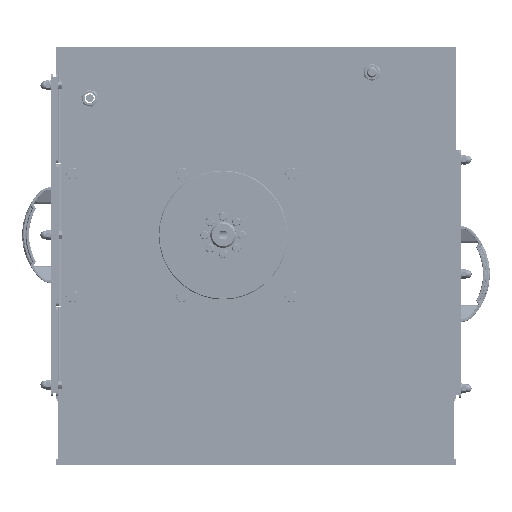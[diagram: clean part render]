
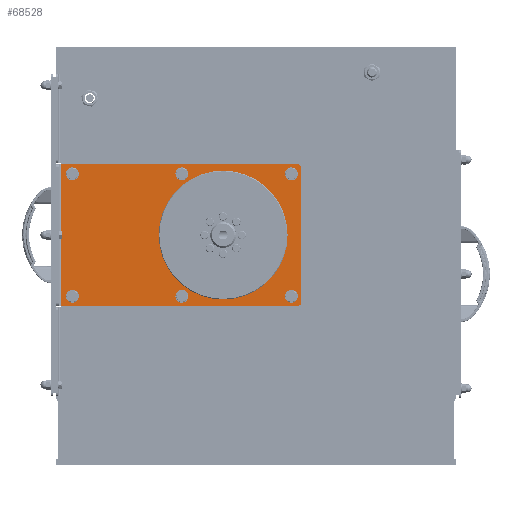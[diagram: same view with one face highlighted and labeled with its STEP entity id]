
A CAD part, left-side view. The second image highlights one B-rep face of the part: STEP entity #68528.
In plain terms, the highlighted planar face has unit normal (-1, 0, 0).
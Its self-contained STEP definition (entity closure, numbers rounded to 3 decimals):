
#3405=PLANE('',#74371);
#4568=FACE_BOUND('',#11547,.T.);
#4569=FACE_BOUND('',#11548,.T.);
#4570=FACE_BOUND('',#11549,.T.);
#4571=FACE_BOUND('',#11550,.T.);
#4572=FACE_BOUND('',#11551,.T.);
#4573=FACE_BOUND('',#11552,.T.);
#4574=FACE_BOUND('',#11553,.T.);
#7307=FACE_OUTER_BOUND('',#11546,.T.);
#11546=EDGE_LOOP('',(#54502,#54503,#54504,#54505,#54506,#54507));
#11547=EDGE_LOOP('',(#54508));
#11548=EDGE_LOOP('',(#54509));
#11549=EDGE_LOOP('',(#54510));
#11550=EDGE_LOOP('',(#54511));
#11551=EDGE_LOOP('',(#54512));
#11552=EDGE_LOOP('',(#54513));
#11553=EDGE_LOOP('',(#54514));
#15618=CIRCLE('',#74077,10.);
#15635=CIRCLE('',#74118,10.);
#15651=CIRCLE('',#74154,10.);
#15668=CIRCLE('',#74195,10.);
#15684=CIRCLE('',#74231,10.);
#15704=CIRCLE('',#74276,10.);
#15726=CIRCLE('',#74329,5.);
#15731=CIRCLE('',#74337,5.);
#15739=CIRCLE('',#74372,100.);
#20050=LINE('',#118529,#25005);
#20053=LINE('',#118534,#25008);
#20059=LINE('',#118553,#25014);
#20063=LINE('',#118563,#25018);
#25005=VECTOR('',#88756,10.);
#25008=VECTOR('',#88761,10.);
#25014=VECTOR('',#88781,10.);
#25018=VECTOR('',#88793,10.);
#30422=VERTEX_POINT('',#117772);
#30451=VERTEX_POINT('',#117897);
#30481=VERTEX_POINT('',#118016);
#30510=VERTEX_POINT('',#118141);
#30540=VERTEX_POINT('',#118260);
#30574=VERTEX_POINT('',#118396);
#30602=VERTEX_POINT('',#118522);
#30603=VERTEX_POINT('',#118526);
#30604=VERTEX_POINT('',#118528);
#30605=VERTEX_POINT('',#118532);
#30612=VERTEX_POINT('',#118557);
#30613=VERTEX_POINT('',#118561);
#30624=VERTEX_POINT('',#118640);
#38598=EDGE_CURVE('',#30422,#30422,#15618,.T.);
#38646=EDGE_CURVE('',#30451,#30451,#15635,.T.);
#38691=EDGE_CURVE('',#30481,#30481,#15651,.T.);
#38739=EDGE_CURVE('',#30510,#30510,#15668,.T.);
#38784=EDGE_CURVE('',#30540,#30540,#15684,.T.);
#38837=EDGE_CURVE('',#30574,#30574,#15704,.T.);
#38889=EDGE_CURVE('',#30603,#30604,#20050,.T.);
#38892=EDGE_CURVE('',#30605,#30602,#20053,.T.);
#38902=EDGE_CURVE('',#30604,#30602,#20059,.T.);
#38905=EDGE_CURVE('',#30612,#30603,#15726,.T.);
#38907=EDGE_CURVE('',#30613,#30612,#20063,.T.);
#38912=EDGE_CURVE('',#30605,#30613,#15731,.T.);
#38945=EDGE_CURVE('',#30624,#30624,#15739,.T.);
#54502=ORIENTED_EDGE('',*,*,#38912,.F.);
#54503=ORIENTED_EDGE('',*,*,#38892,.T.);
#54504=ORIENTED_EDGE('',*,*,#38902,.F.);
#54505=ORIENTED_EDGE('',*,*,#38889,.F.);
#54506=ORIENTED_EDGE('',*,*,#38905,.F.);
#54507=ORIENTED_EDGE('',*,*,#38907,.F.);
#54508=ORIENTED_EDGE('',*,*,#38945,.T.);
#54509=ORIENTED_EDGE('',*,*,#38598,.T.);
#54510=ORIENTED_EDGE('',*,*,#38646,.T.);
#54511=ORIENTED_EDGE('',*,*,#38691,.T.);
#54512=ORIENTED_EDGE('',*,*,#38739,.T.);
#54513=ORIENTED_EDGE('',*,*,#38784,.T.);
#54514=ORIENTED_EDGE('',*,*,#38837,.T.);
#68528=ADVANCED_FACE('',(#7307,#4568,#4569,#4570,#4571,#4572,#4573,#4574),
#3405,.F.);
#74077=AXIS2_PLACEMENT_3D('',#117774,#88157,#88158);
#74118=AXIS2_PLACEMENT_3D('',#117899,#88258,#88259);
#74154=AXIS2_PLACEMENT_3D('',#118018,#88347,#88348);
#74195=AXIS2_PLACEMENT_3D('',#118143,#88448,#88449);
#74231=AXIS2_PLACEMENT_3D('',#118262,#88537,#88538);
#74276=AXIS2_PLACEMENT_3D('',#118398,#88648,#88649);
#74329=AXIS2_PLACEMENT_3D('',#118559,#88788,#88789);
#74337=AXIS2_PLACEMENT_3D('',#118573,#88806,#88807);
#74371=AXIS2_PLACEMENT_3D('',#118639,#88899,#88900);
#74372=AXIS2_PLACEMENT_3D('',#118641,#88901,#88902);
#88157=DIRECTION('center_axis',(1.,0.,0.));
#88158=DIRECTION('ref_axis',(0.,-1.,0.));
#88258=DIRECTION('center_axis',(1.,0.,0.));
#88259=DIRECTION('ref_axis',(0.,-1.,0.));
#88347=DIRECTION('center_axis',(1.,0.,0.));
#88348=DIRECTION('ref_axis',(0.,-1.,0.));
#88448=DIRECTION('center_axis',(1.,0.,0.));
#88449=DIRECTION('ref_axis',(0.,-1.,0.));
#88537=DIRECTION('center_axis',(1.,0.,0.));
#88538=DIRECTION('ref_axis',(0.,-1.,0.));
#88648=DIRECTION('center_axis',(1.,0.,0.));
#88649=DIRECTION('ref_axis',(0.,-1.,0.));
#88756=DIRECTION('',(0.,1.,0.));
#88761=DIRECTION('',(0.,1.,0.));
#88781=DIRECTION('',(0.,0.,1.));
#88788=DIRECTION('center_axis',(1.,0.,0.));
#88789=DIRECTION('ref_axis',(0.,-0.707,-0.707));
#88793=DIRECTION('',(0.,0.,-1.));
#88806=DIRECTION('center_axis',(1.,0.,0.));
#88807=DIRECTION('ref_axis',(0.,-0.707,0.707));
#88899=DIRECTION('center_axis',(1.,0.,0.));
#88900=DIRECTION('ref_axis',(0.,0.,
-1.));
#88901=DIRECTION('center_axis',(1.,0.,0.));
#88902=DIRECTION('ref_axis',(0.,0.,
-1.));
#117772=CARTESIAN_POINT('',(-372.,-96.,95.));
#117774=CARTESIAN_POINT('Origin',(-372.,-106.,95.));
#117897=CARTESIAN_POINT('',(-372.,-96.,-95.));
#117899=CARTESIAN_POINT('Origin',(-372.,-106.,-95.));
#118016=CARTESIAN_POINT('',(-372.,74.,95.));
#118018=CARTESIAN_POINT('Origin',(-372.,64.,95.));
#118141=CARTESIAN_POINT('',(-372.,74.,-95.));
#118143=CARTESIAN_POINT('Origin',(-372.,64.,-95.));
#118260=CARTESIAN_POINT('',(-372.,244.,95.));
#118262=CARTESIAN_POINT('Origin',(-372.,234.,95.));
#118396=CARTESIAN_POINT('',(-372.,244.,-95.));
#118398=CARTESIAN_POINT('Origin',(-372.,234.,-95.));
#118522=CARTESIAN_POINT('',(-372.,251.,110.));
#118526=CARTESIAN_POINT('',(-372.,-116.,-110.));
#118528=CARTESIAN_POINT('',(-372.,251.,-110.));
#118529=CARTESIAN_POINT('',(-372.,-121.,-110.));
#118532=CARTESIAN_POINT('',(-372.,-116.,110.));
#118534=CARTESIAN_POINT('',(-372.,-121.,110.));
#118553=CARTESIAN_POINT('',(-372.,251.,0.));
#118557=CARTESIAN_POINT('',(-372.,-121.,-105.));
#118559=CARTESIAN_POINT('Origin',(-372.,-116.,-105.));
#118561=CARTESIAN_POINT('',(-372.,-121.,105.));
#118563=CARTESIAN_POINT('',(-372.,-121.,110.));
#118573=CARTESIAN_POINT('Origin',(-372.,-116.,105.));
#118639=CARTESIAN_POINT('Origin',(-372.,81.524,0.));
#118640=CARTESIAN_POINT('',(-372.,0.,100.));
#118641=CARTESIAN_POINT('Origin',(-372.,0.,0.));
